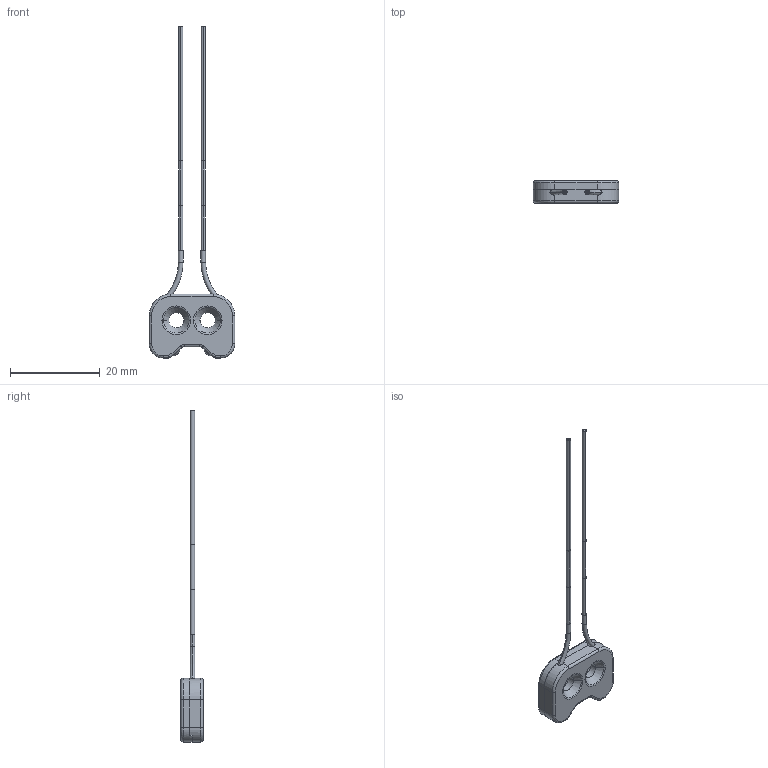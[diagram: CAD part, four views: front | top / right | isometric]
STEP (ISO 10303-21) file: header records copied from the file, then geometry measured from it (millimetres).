
FILE_DESCRIPTION((''),'2;1');
FILE_NAME('166390_ASM','2016-01-05T',('pdmadmin'),(''),'PRO/ENGINEER BY PARAMETRIC TECHNOLOGY CORPORATION, 2013230','PRO/ENGINEER BY PARAMETRIC TECHNOLOGY CORPORATION, 2013230','');
FILE_SCHEMA(('CONFIG_CONTROL_DESIGN'));
Products named in the file (7): 61398; 51076; 34668; 58146_CURVED; 34667; 58146; 166390_ASM
Assembly tree (10 placements, depth 2):
  166390_ASM
    61398
    51076  x2
    34668  x2
    58146_CURVED  x2
    34667
    58146  x2
Bounding box: 19 x 5 x 73.88 mm (x, y, z)
Volume: 1012.1 mm3; surface area: 2268.3 mm2
Topology: 10 solids, 12 shells, 596 faces, 1508 edges, 936 vertices
Faces by surface type: plane 272, cylinder 200, torus 61, cone 24, sphere 18, bspline 17, revolution 4
Entity records: 17708 total; most frequent: CARTESIAN_POINT 3828, DIRECTION 2936, ORIENTED_EDGE 2856, EDGE_CURVE 1430, AXIS2_PLACEMENT_3D 1041, VERTEX_POINT 894, VECTOR 852, LINE 852
